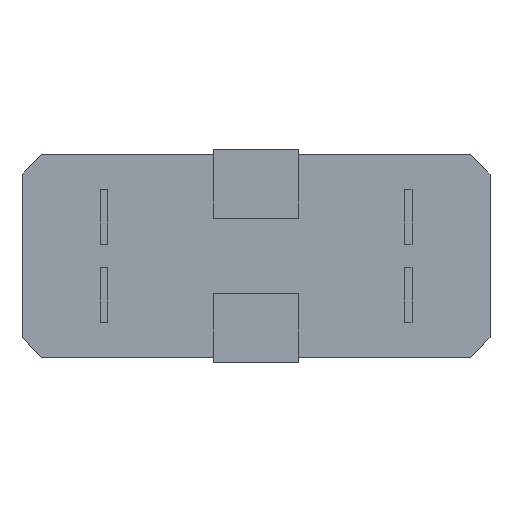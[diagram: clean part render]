
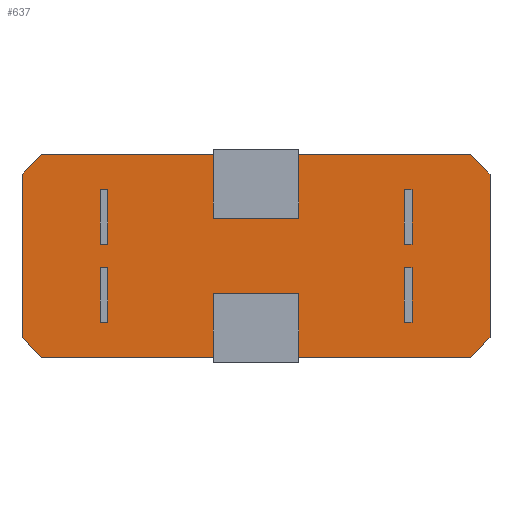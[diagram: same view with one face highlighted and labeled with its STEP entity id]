
A CAD part, top view. The second image highlights one B-rep face of the part: STEP entity #637.
In plain terms, the highlighted planar face has unit normal (0, 0, 1).
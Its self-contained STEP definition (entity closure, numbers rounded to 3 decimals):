
#35=FACE_OUTER_BOUND('',#69,.T.);
#69=EDGE_LOOP('',(#463,#464,#465,#466,#467,#468,#469,#470));
#115=LINE('',#920,#207);
#116=LINE('',#922,#208);
#117=LINE('',#924,#209);
#118=LINE('',#926,#210);
#119=LINE('',#928,#211);
#120=LINE('',#930,#212);
#121=LINE('',#932,#213);
#122=LINE('',#933,#214);
#207=VECTOR('',#746,1.);
#208=VECTOR('',#747,10.);
#209=VECTOR('',#748,1.);
#210=VECTOR('',#749,10.);
#211=VECTOR('',#750,1.);
#212=VECTOR('',#751,10.);
#213=VECTOR('',#752,1.);
#214=VECTOR('',#753,10.);
#299=VERTEX_POINT('',#918);
#300=VERTEX_POINT('',#919);
#301=VERTEX_POINT('',#921);
#302=VERTEX_POINT('',#923);
#303=VERTEX_POINT('',#925);
#304=VERTEX_POINT('',#927);
#305=VERTEX_POINT('',#929);
#306=VERTEX_POINT('',#931);
#371=EDGE_CURVE('',#299,#300,#115,.T.);
#372=EDGE_CURVE('',#300,#301,#116,.T.);
#373=EDGE_CURVE('',#301,#302,#117,.T.);
#374=EDGE_CURVE('',#303,#302,#118,.T.);
#375=EDGE_CURVE('',#303,#304,#119,.F.);
#376=EDGE_CURVE('',#305,#304,#120,.T.);
#377=EDGE_CURVE('',#305,#306,#121,.F.);
#378=EDGE_CURVE('',#306,#299,#122,.T.);
#463=ORIENTED_EDGE('',*,*,#371,.T.);
#464=ORIENTED_EDGE('',*,*,#372,.T.);
#465=ORIENTED_EDGE('',*,*,#373,.T.);
#466=ORIENTED_EDGE('',*,*,#374,.F.);
#467=ORIENTED_EDGE('',*,*,#375,.T.);
#468=ORIENTED_EDGE('',*,*,#376,.F.);
#469=ORIENTED_EDGE('',*,*,#377,.T.);
#470=ORIENTED_EDGE('',*,*,#378,.T.);
#603=PLANE('',#688);
#637=ADVANCED_FACE('',(#35),#603,.T.);
#688=AXIS2_PLACEMENT_3D('',#917,#744,#745);
#744=DIRECTION('center_axis',(0.,0.,1.));
#745=DIRECTION('ref_axis',(1.,0.,0.));
#746=DIRECTION('',(1.,0.,0.));
#747=DIRECTION('',(0.707,0.707,0.));
#748=DIRECTION('',(0.,1.,0.));
#749=DIRECTION('',(0.707,-0.707,0.));
#750=DIRECTION('',(1.,0.,0.));
#751=DIRECTION('',(0.707,0.707,0.));
#752=DIRECTION('',(0.,1.,0.));
#753=DIRECTION('',(0.707,-0.707,0.));
#917=CARTESIAN_POINT('Origin',(58.714,28.799,0.8));
#918=CARTESIAN_POINT('',(3.714,2.799,0.8));
#919=CARTESIAN_POINT('',(113.714,2.799,0.8));
#920=CARTESIAN_POINT('',(58.714,2.799,0.8));
#921=CARTESIAN_POINT('',(118.714,7.799,0.8));
#922=CARTESIAN_POINT('',(113.714,2.799,0.8));
#923=CARTESIAN_POINT('',(118.714,49.799,0.8));
#924=CARTESIAN_POINT('',(118.714,28.799,0.8));
#925=CARTESIAN_POINT('',(113.714,54.799,0.8));
#926=CARTESIAN_POINT('',(113.714,54.799,0.8));
#927=CARTESIAN_POINT('',(3.714,54.799,0.8));
#928=CARTESIAN_POINT('',(58.714,54.799,0.8));
#929=CARTESIAN_POINT('',(-1.286,49.799,0.8));
#930=CARTESIAN_POINT('',(-1.286,49.799,0.8));
#931=CARTESIAN_POINT('',(-1.286,7.799,0.8));
#932=CARTESIAN_POINT('',(-1.286,28.799,0.8));
#933=CARTESIAN_POINT('',(-1.286,7.799,0.8));
